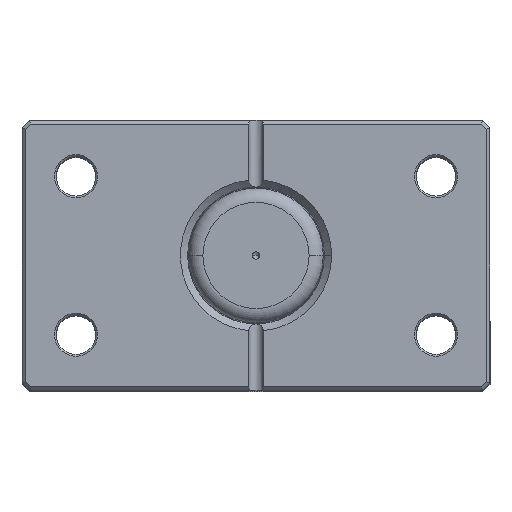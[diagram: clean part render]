
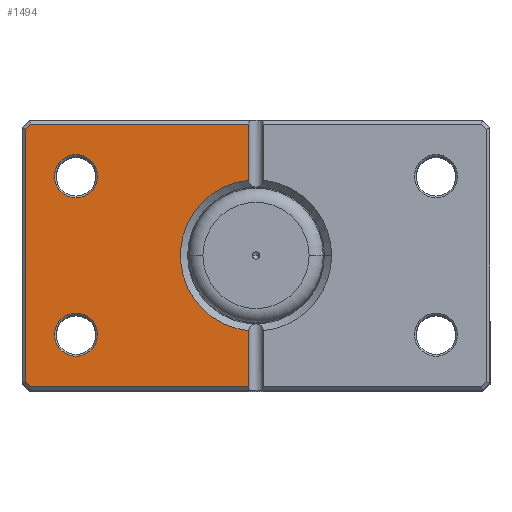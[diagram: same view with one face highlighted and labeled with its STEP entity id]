
A CAD part, top view. The second image highlights one B-rep face of the part: STEP entity #1494.
In plain terms, the highlighted face is planar.
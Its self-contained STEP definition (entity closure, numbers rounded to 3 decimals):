
#31 = ORIENTED_EDGE ( 'NONE', *, *, #2914, .T. ) ;
#38 = CARTESIAN_POINT ( 'NONE',  ( 56., -22., 0. ) ) ;
#87 = DIRECTION ( 'NONE',  ( 1., 0., 0. ) ) ;
#101 = VERTEX_POINT ( 'NONE', #2525 ) ;
#134 = FACE_BOUND ( 'NONE', #4908, .T. ) ;
#170 = VERTEX_POINT ( 'NONE', #38 ) ;
#216 = AXIS2_PLACEMENT_3D ( 'NONE', #5811, #2465, #937 ) ;
#625 = EDGE_CURVE ( 'NONE', #170, #3150, #2208, .T. ) ;
#631 = VECTOR ( 'NONE', #1620, 1000. ) ;
#737 = EDGE_CURVE ( 'NONE', #101, #2586, #5629, .T. ) ;
#755 = ORIENTED_EDGE ( 'NONE', *, *, #1996, .T. ) ;
#756 = DIRECTION ( 'NONE',  ( 0., 0., 1. ) ) ;
#762 = ORIENTED_EDGE ( 'NONE', *, *, #737, .T. ) ;
#837 = DIRECTION ( 'NONE',  ( -1., 0., 0. ) ) ;
#844 = DIRECTION ( 'NONE',  ( 0., 0., 1. ) ) ;
#870 = VERTEX_POINT ( 'NONE', #1022 ) ;
#900 = VECTOR ( 'NONE', #4601, 1000. ) ;
#915 = CIRCLE ( 'NONE', #3515, 6. ) ;
#935 = DIRECTION ( 'NONE',  ( 0., 0., 1. ) ) ;
#937 = DIRECTION ( 'NONE',  ( 1., 0., 0. ) ) ;
#964 = EDGE_LOOP ( 'NONE', ( #5840, #6032, #755, #5823, #762, #31, #5492, #1755 ) ) ;
#1011 = DIRECTION ( 'NONE',  ( 1., 0., 0. ) ) ;
#1022 = CARTESIAN_POINT ( 'NONE',  ( 2., 36.5, 0. ) ) ;
#1347 = EDGE_CURVE ( 'NONE', #5347, #1636, #915, .T. ) ;
#1494 = ADVANCED_FACE ( 'NONE', ( #5012, #134, #6301 ), #3665, .F. ) ;
#1504 = LINE ( 'NONE', #6007, #3939 ) ;
#1507 = VERTEX_POINT ( 'NONE', #4650 ) ;
#1566 = CIRCLE ( 'NONE', #4468, 6. ) ;
#1620 = DIRECTION ( 'NONE',  ( -0.707, -0.707, 0. ) ) ;
#1636 = VERTEX_POINT ( 'NONE', #4318 ) ;
#1682 = CARTESIAN_POINT ( 'NONE',  ( 2., 37.5, 0. ) ) ;
#1711 = ORIENTED_EDGE ( 'NONE', *, *, #1347, .T. ) ;
#1712 = VERTEX_POINT ( 'NONE', #2629 ) ;
#1755 = ORIENTED_EDGE ( 'NONE', *, *, #3903, .T. ) ;
#1873 = LINE ( 'NONE', #3945, #5592 ) ;
#1880 = ORIENTED_EDGE ( 'NONE', *, *, #625, .T. ) ;
#1996 = EDGE_CURVE ( 'NONE', #1507, #870, #2813, .T. ) ;
#2069 = DIRECTION ( 'NONE',  ( 0., 0., 1. ) ) ;
#2081 = CARTESIAN_POINT ( 'NONE',  ( 2., -36.5, 0. ) ) ;
#2208 = CIRCLE ( 'NONE', #216, 6. ) ;
#2405 = CARTESIAN_POINT ( 'NONE',  ( 50., 22., 0. ) ) ;
#2436 = AXIS2_PLACEMENT_3D ( 'NONE', #6081, #756, #4160 ) ;
#2465 = DIRECTION ( 'NONE',  ( 0., 0., 1. ) ) ;
#2525 = CARTESIAN_POINT ( 'NONE',  ( 62.586, 36.5, 0. ) ) ;
#2553 = EDGE_CURVE ( 'NONE', #5340, #1712, #5918, .T. ) ;
#2586 = VERTEX_POINT ( 'NONE', #3182 ) ;
#2613 = DIRECTION ( 'NONE',  ( 0., -1., 0. ) ) ;
#2629 = CARTESIAN_POINT ( 'NONE',  ( 2., -20.905, 0. ) ) ;
#2813 = LINE ( 'NONE', #3213, #4100 ) ;
#2914 = EDGE_CURVE ( 'NONE', #2586, #6100, #1504, .T. ) ;
#2942 = VECTOR ( 'NONE', #837, 1000. ) ;
#3007 = DIRECTION ( 'NONE',  ( 0., 0., 1. ) ) ;
#3038 = CARTESIAN_POINT ( 'NONE',  ( 62.586, -36.5, 0. ) ) ;
#3109 = EDGE_CURVE ( 'NONE', #3150, #170, #1566, .T. ) ;
#3150 = VERTEX_POINT ( 'NONE', #5722 ) ;
#3182 = CARTESIAN_POINT ( 'NONE',  ( 64., 35.086, 0. ) ) ;
#3213 = CARTESIAN_POINT ( 'NONE',  ( 2., 37.5, 0. ) ) ;
#3515 = AXIS2_PLACEMENT_3D ( 'NONE', #2405, #935, #4823 ) ;
#3665 = PLANE ( 'NONE',  #2436 ) ;
#3758 = CARTESIAN_POINT ( 'NONE',  ( 50., -22., 0. ) ) ;
#3876 = AXIS2_PLACEMENT_3D ( 'NONE', #5920, #3007, #87 ) ;
#3903 = EDGE_CURVE ( 'NONE', #4697, #5340, #5514, .T. ) ;
#3922 = CARTESIAN_POINT ( 'NONE',  ( 49.543, 49.543, 0. ) ) ;
#3939 = VECTOR ( 'NONE', #2613, 1000. ) ;
#3944 = DIRECTION ( 'NONE',  ( 0.707, -0.707, 0. ) ) ;
#3945 = CARTESIAN_POINT ( 'NONE',  ( 0., 36.5, 0. ) ) ;
#4040 = CARTESIAN_POINT ( 'NONE',  ( 56., 22., 0. ) ) ;
#4100 = VECTOR ( 'NONE', #4679, 1000. ) ;
#4151 = EDGE_CURVE ( 'NONE', #870, #101, #1873, .T. ) ;
#4160 = DIRECTION ( 'NONE',  ( 1., 0., 0. ) ) ;
#4195 = EDGE_CURVE ( 'NONE', #1636, #5347, #5437, .T. ) ;
#4221 = CARTESIAN_POINT ( 'NONE',  ( 0., -36.5, 0. ) ) ;
#4230 = EDGE_CURVE ( 'NONE', #1712, #1507, #5298, .T. ) ;
#4254 = DIRECTION ( 'NONE',  ( 1., 0., 0. ) ) ;
#4318 = CARTESIAN_POINT ( 'NONE',  ( 44., 22., 0. ) ) ;
#4468 = AXIS2_PLACEMENT_3D ( 'NONE', #3758, #844, #4254 ) ;
#4478 = CARTESIAN_POINT ( 'NONE',  ( 64., -35.086, 0. ) ) ;
#4512 = CARTESIAN_POINT ( 'NONE',  ( 49.543, -49.543, 0. ) ) ;
#4601 = DIRECTION ( 'NONE',  ( 0., 1., 0. ) ) ;
#4650 = CARTESIAN_POINT ( 'NONE',  ( 2., 20.905, 0. ) ) ;
#4679 = DIRECTION ( 'NONE',  ( 0., 1., 0. ) ) ;
#4697 = VERTEX_POINT ( 'NONE', #3038 ) ;
#4736 = EDGE_CURVE ( 'NONE', #6100, #4697, #5953, .T. ) ;
#4823 = DIRECTION ( 'NONE',  ( 1., 0., 0. ) ) ;
#4831 = EDGE_LOOP ( 'NONE', ( #6105, #1880 ) ) ;
#4908 = EDGE_LOOP ( 'NONE', ( #4934, #1711 ) ) ;
#4934 = ORIENTED_EDGE ( 'NONE', *, *, #4195, .T. ) ;
#4978 = CARTESIAN_POINT ( 'NONE',  ( 0., 0., 0. ) ) ;
#5012 = FACE_BOUND ( 'NONE', #4831, .T. ) ;
#5170 = AXIS2_PLACEMENT_3D ( 'NONE', #4978, #2069, #5471 ) ;
#5298 = CIRCLE ( 'NONE', #5170, 21. ) ;
#5340 = VERTEX_POINT ( 'NONE', #2081 ) ;
#5347 = VERTEX_POINT ( 'NONE', #4040 ) ;
#5437 = CIRCLE ( 'NONE', #3876, 6. ) ;
#5471 = DIRECTION ( 'NONE',  ( 1., 0., 0. ) ) ;
#5492 = ORIENTED_EDGE ( 'NONE', *, *, #4736, .T. ) ;
#5514 = LINE ( 'NONE', #4221, #2942 ) ;
#5592 = VECTOR ( 'NONE', #1011, 1000. ) ;
#5629 = LINE ( 'NONE', #3922, #5792 ) ;
#5722 = CARTESIAN_POINT ( 'NONE',  ( 44., -22., 0. ) ) ;
#5792 = VECTOR ( 'NONE', #3944, 1000. ) ;
#5811 = CARTESIAN_POINT ( 'NONE',  ( 50., -22., 0. ) ) ;
#5823 = ORIENTED_EDGE ( 'NONE', *, *, #4151, .T. ) ;
#5840 = ORIENTED_EDGE ( 'NONE', *, *, #2553, .T. ) ;
#5918 = LINE ( 'NONE', #1682, #900 ) ;
#5920 = CARTESIAN_POINT ( 'NONE',  ( 50., 22., 0. ) ) ;
#5953 = LINE ( 'NONE', #4512, #631 ) ;
#6007 = CARTESIAN_POINT ( 'NONE',  ( 64., 0., 0. ) ) ;
#6032 = ORIENTED_EDGE ( 'NONE', *, *, #4230, .T. ) ;
#6081 = CARTESIAN_POINT ( 'NONE',  ( 0., 0., 0. ) ) ;
#6100 = VERTEX_POINT ( 'NONE', #4478 ) ;
#6105 = ORIENTED_EDGE ( 'NONE', *, *, #3109, .T. ) ;
#6301 = FACE_OUTER_BOUND ( 'NONE', #964, .T. ) ;
